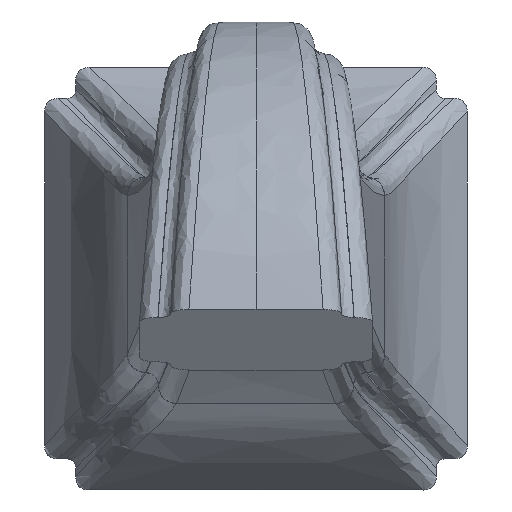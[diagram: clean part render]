
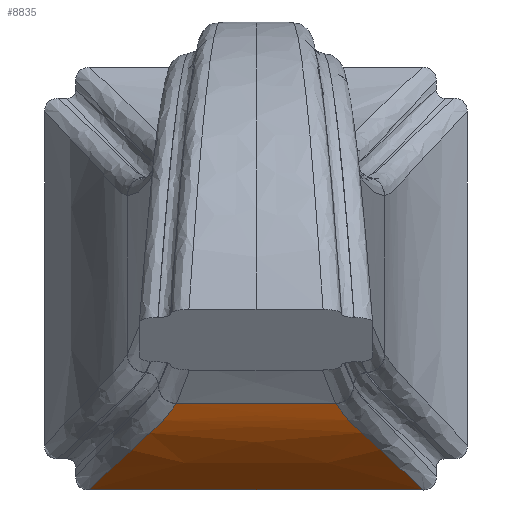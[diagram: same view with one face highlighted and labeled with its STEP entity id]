
A CAD part, top view. The second image highlights one B-rep face of the part: STEP entity #8835.
In plain terms, the highlighted free-form (B-spline) face has degree [3, 3] with [10, 5] control points.
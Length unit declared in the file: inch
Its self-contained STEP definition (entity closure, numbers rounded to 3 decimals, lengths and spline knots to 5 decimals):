
#2245=CARTESIAN_POINT('',(-0.51263,-0.80788,
1.34503));
#2246=CARTESIAN_POINT('',(-0.52157,-0.82398,
1.26888));
#2247=CARTESIAN_POINT('',(-0.53957,-0.85236,
1.11753));
#2248=CARTESIAN_POINT('',(-0.59197,-0.91019,
0.85418));
#2249=CARTESIAN_POINT('',(-0.67918,-0.99217,
0.5982));
#2250=CARTESIAN_POINT('',(-0.78688,-1.0904,
0.3784));
#2251=CARTESIAN_POINT('',(-0.91649,-1.20949,
0.1822));
#2252=CARTESIAN_POINT('',(-1.0199,-1.30676,
0.06469));
#2253=CARTESIAN_POINT('',(-1.0755,-1.36004,
0.01));
#2258=DIRECTION('',(-1.,0.,0.));
#2259=VECTOR('',#2258,1.02527);
#2260=CARTESIAN_POINT('',(0.51263,-0.80788,
1.34503));
#2261=LINE('',#2260,#2259);
#2265=CARTESIAN_POINT('',(0.51263,-0.80788,
1.34503));
#2266=CARTESIAN_POINT('',(0.52147,-0.82379,
1.2698));
#2267=CARTESIAN_POINT('',(0.53941,-0.85201,
1.11984));
#2268=CARTESIAN_POINT('',(0.59006,-0.90826,
0.86165));
#2269=CARTESIAN_POINT('',(0.67721,-0.99039,
0.60259));
#2270=CARTESIAN_POINT('',(0.78527,-1.08894,
0.38113));
#2271=CARTESIAN_POINT('',(0.91547,-1.20854,
0.18342));
#2272=CARTESIAN_POINT('',(1.01952,-1.30639,
0.06507));
#2273=CARTESIAN_POINT('',(1.07549,-1.36004,
0.01));
#2278=DIRECTION('',(-1.,0.,0.));
#2279=VECTOR('',#2278,2.15099);
#2280=CARTESIAN_POINT('',(1.07549,-1.36004,
0.01));
#2281=LINE('',#2280,#2279);
#3355=CARTESIAN_POINT('',(0.51263,-0.80788,
1.34503));
#3357=VERTEX_POINT('',#3355);
#3359=VERTEX_POINT('',#2273);
#3403=VERTEX_POINT('',#2245);
#3404=VERTEX_POINT('',#2253);
#8778=CARTESIAN_POINT('',(1.10535,-1.36923,
0.00066));
#8779=CARTESIAN_POINT('',(0.7369,-1.36923,
0.00065));
#8780=CARTESIAN_POINT('',(0.,-1.36923,
0.00064));
#8781=CARTESIAN_POINT('',(-0.7369,-1.36923,
0.00065));
#8782=CARTESIAN_POINT('',(-1.10535,-1.36923,
0.00066));
#8783=CARTESIAN_POINT('',(0.98232,-1.23369,
0.13723));
#8784=CARTESIAN_POINT('',(0.65488,-1.23365,
0.13736));
#8785=CARTESIAN_POINT('',(0.,-1.23363,
0.13751));
#8786=CARTESIAN_POINT('',(-0.65488,-1.23365,
0.13736));
#8787=CARTESIAN_POINT('',(-0.98231,-1.23369,
0.13723));
#8788=CARTESIAN_POINT('',(0.83502,-1.08165,
0.37295));
#8789=CARTESIAN_POINT('',(0.55668,-1.08163,
0.37298));
#8790=CARTESIAN_POINT('',(0.,-1.08162,
0.37302));
#8791=CARTESIAN_POINT('',(-0.55668,-1.08163,
0.37298));
#8792=CARTESIAN_POINT('',(-0.83502,-1.08165,
0.37295));
#8793=CARTESIAN_POINT('',(0.72119,-0.96579,
0.67665));
#8794=CARTESIAN_POINT('',(0.48079,-0.96582,
0.67658));
#8795=CARTESIAN_POINT('',(0.,-0.96584,
0.67648));
#8796=CARTESIAN_POINT('',(-0.48079,-0.96582,
0.67658));
#8797=CARTESIAN_POINT('',(-0.72118,-0.96579,
0.67665));
#8798=CARTESIAN_POINT('',(0.67238,-0.9139,
0.85266));
#8799=CARTESIAN_POINT('',(0.44825,-0.91393,
0.85257));
#8800=CARTESIAN_POINT('',(0.,-0.91395,
0.85246));
#8801=CARTESIAN_POINT('',(-0.44825,-0.91393,
0.85257));
#8802=CARTESIAN_POINT('',(-0.67237,-0.9139,
0.85266));
#8803=CARTESIAN_POINT('',(0.64659,-0.88445,
0.97177));
#8804=CARTESIAN_POINT('',(0.43106,-0.88445,
0.97177));
#8805=CARTESIAN_POINT('',(0.,-0.88443,
0.97177));
#8806=CARTESIAN_POINT('',(-0.43106,-0.88445,
0.97177));
#8807=CARTESIAN_POINT('',(-0.64659,-0.88445,
0.97177));
#8808=CARTESIAN_POINT('',(0.62884,-0.86214,
1.07525));
#8809=CARTESIAN_POINT('',(0.41923,-0.86214,
1.07528));
#8810=CARTESIAN_POINT('',(0.,-0.86216,
1.07532));
#8811=CARTESIAN_POINT('',(-0.41923,-0.86214,
1.07528));
#8812=CARTESIAN_POINT('',(-0.62884,-0.86214,
1.07525));
#8813=CARTESIAN_POINT('',(0.61118,-0.83764,
1.19697));
#8814=CARTESIAN_POINT('',(0.40745,-0.83768,
1.19691));
#8815=CARTESIAN_POINT('',(0.,-0.83778,
1.19684));
#8816=CARTESIAN_POINT('',(-0.40745,-0.83768,
1.19691));
#8817=CARTESIAN_POINT('',(-0.61118,-0.83764,
1.19697));
#8818=CARTESIAN_POINT('',(0.60035,-0.81933,
1.29161));
#8819=CARTESIAN_POINT('',(0.40024,-0.81937,
1.29151));
#8820=CARTESIAN_POINT('',(0.,-0.81947,
1.29141));
#8821=CARTESIAN_POINT('',(-0.40024,-0.81937,
1.29151));
#8822=CARTESIAN_POINT('',(-0.60035,-0.81933,
1.29161));
#8823=CARTESIAN_POINT('',(0.59279,-0.80481,
1.35945));
#8824=CARTESIAN_POINT('',(0.39519,-0.8048,
1.35947));
#8825=CARTESIAN_POINT('',(0.,-0.80478,
1.3595));
#8826=CARTESIAN_POINT('',(-0.39519,-0.8048,
1.35947));
#8827=CARTESIAN_POINT('',(-0.59279,-0.80481,
1.35945));
#8828=B_SPLINE_SURFACE_WITH_KNOTS('',3,3,((#8778,#8779,#8780,#8781,#8782),
(#8783,#8784,#8785,#8786,#8787),(#8788,#8789,#8790,#8791,#8792),(#8793,#8794,
#8795,#8796,#8797),(#8798,#8799,#8800,#8801,#8802),(#8803,#8804,#8805,#8806,
#8807),(#8808,#8809,#8810,#8811,#8812),(#8813,#8814,#8815,#8816,#8817),(#8818,
#8819,#8820,#8821,#8822),(#8823,#8824,#8825,#8826,#8827)),.UNSPECIFIED.,.F.,.F.,
.F.,(4,1,1,1,1,1,1,4),(4,1,4),(-0.0017,0.07315,
0.10972,0.128,0.14629,0.15837,
0.17045,0.19645),(0.41513,0.5,
0.58487),.UNSPECIFIED.);
#8829=ORIENTED_EDGE('',*,*,#8658,.F.);
#8830=ORIENTED_EDGE('',*,*,#8558,.F.);
#8831=ORIENTED_EDGE('',*,*,#8428,.T.);
#8832=ORIENTED_EDGE('',*,*,#3722,.T.);
#8833=EDGE_LOOP('',(#8829,#8830,#8831,#8832));
#8834=FACE_OUTER_BOUND('',#8833,.F.);
#2254=B_SPLINE_CURVE_WITH_KNOTS('',3,(#2245,#2246,#2247,#2248,#2249,#2250,#2251,
#2252,#2253),.UNSPECIFIED.,.F.,.F.,(4,1,1,1,1,1,4),(0.,0.16667,
0.33333,0.5,0.66667,0.83333,1.),
.UNSPECIFIED.);
#2274=B_SPLINE_CURVE_WITH_KNOTS('',3,(#2265,#2266,#2267,#2268,#2269,#2270,#2271,
#2272,#2273),.UNSPECIFIED.,.F.,.F.,(4,1,1,1,1,1,4),(0.,0.16667,
0.33333,0.5,0.66667,0.83333,1.),
.UNSPECIFIED.);
#3722=EDGE_CURVE('',#3359,#3404,#2281,.T.);
#8428=EDGE_CURVE('',#3357,#3359,#2274,.T.);
#8558=EDGE_CURVE('',#3357,#3403,#2261,.T.);
#8658=EDGE_CURVE('',#3403,#3404,#2254,.T.);
#8835=ADVANCED_FACE('',(#8834),#8828,.T.);
